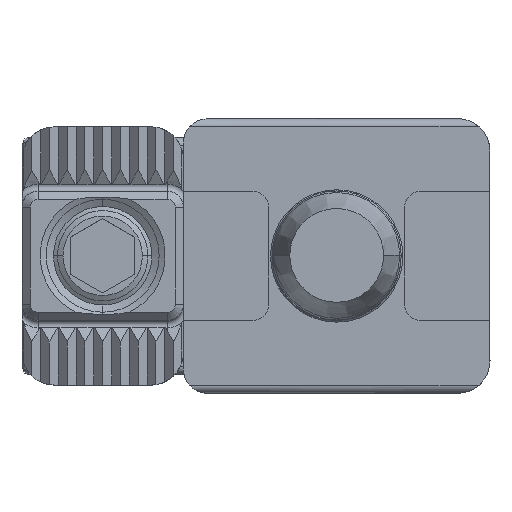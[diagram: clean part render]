
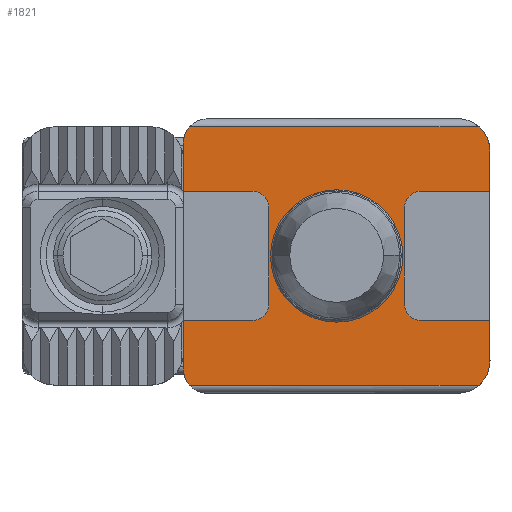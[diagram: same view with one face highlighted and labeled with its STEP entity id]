
A CAD part, top view. The second image highlights one B-rep face of the part: STEP entity #1821.
In plain terms, the highlighted planar face has unit normal (0, 0, 1).
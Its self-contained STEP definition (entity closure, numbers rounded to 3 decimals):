
#170=CARTESIAN_POINT('',(0.,0.,-5.2));
#171=DIRECTION('',(0.,0.,-1.));
#172=DIRECTION('',(1.,0.,0.));
#173=AXIS2_PLACEMENT_3D('',#170,#171,#172);
#178=CARTESIAN_POINT('',(0.,0.,-5.2));
#179=DIRECTION('',(0.,0.,-1.));
#180=DIRECTION('',(-1.,0.,0.));
#181=AXIS2_PLACEMENT_3D('',#178,#179,#180);
#186=CARTESIAN_POINT('',(-8.,7.,-5.2));
#187=DIRECTION('',(0.,0.,1.));
#188=DIRECTION('',(-0.745,0.667,0.));
#189=AXIS2_PLACEMENT_3D('',#186,#187,#188);
#194=DIRECTION('',(-1.,0.,0.));
#195=VECTOR('',#194,17.941);
#196=CARTESIAN_POINT('',(8.823,8.,-5.2));
#197=LINE('',#196,#195);
#201=CARTESIAN_POINT('',(7.5,6.5,-5.2));
#202=DIRECTION('',(0.,0.,1.));
#203=DIRECTION('',(1.,0.,0.));
#204=AXIS2_PLACEMENT_3D('',#201,#202,#203);
#209=DIRECTION('',(0.,-1.,0.));
#210=VECTOR('',#209,2.5);
#211=CARTESIAN_POINT('',(9.5,6.5,-5.2));
#212=LINE('',#211,#210);
#216=DIRECTION('',(0.,1.,0.));
#217=VECTOR('',#216,6.);
#218=CARTESIAN_POINT('',(4.2,-3.,-5.2));
#219=LINE('',#218,#217);
#223=DIRECTION('',(1.,0.,0.));
#224=VECTOR('',#223,4.3);
#225=CARTESIAN_POINT('',(5.2,-4.,-5.2));
#226=LINE('',#225,#224);
#230=DIRECTION('',(0.,-1.,0.));
#231=VECTOR('',#230,2.5);
#232=CARTESIAN_POINT('',(9.5,-4.,-5.2));
#233=LINE('',#232,#231);
#237=CARTESIAN_POINT('',(7.5,-6.5,-5.2));
#238=DIRECTION('',(0.,0.,1.));
#239=DIRECTION('',(0.661,-0.75,0.));
#240=AXIS2_PLACEMENT_3D('',#237,#238,#239);
#245=DIRECTION('',(-1.,0.,0.));
#246=VECTOR('',#245,17.941);
#247=CARTESIAN_POINT('',(8.823,-8.,-5.2));
#248=LINE('',#247,#246);
#252=CARTESIAN_POINT('',(-8.,-7.,-5.2));
#253=DIRECTION('',(0.,0.,1.));
#254=DIRECTION('',(-1.,0.,0.));
#255=AXIS2_PLACEMENT_3D('',#252,#253,#254);
#260=DIRECTION('',(0.,-1.,0.));
#261=VECTOR('',#260,3.);
#262=CARTESIAN_POINT('',(-9.5,-4.,-5.2));
#263=LINE('',#262,#261);
#267=DIRECTION('',(1.,0.,0.));
#268=VECTOR('',#267,4.3);
#269=CARTESIAN_POINT('',(-9.5,-4.,-5.2));
#270=LINE('',#269,#268);
#274=DIRECTION('',(0.,-1.,0.));
#275=VECTOR('',#274,6.);
#276=CARTESIAN_POINT('',(-4.2,3.,-5.2));
#277=LINE('',#276,#275);
#281=DIRECTION('',(0.,-1.,0.));
#282=VECTOR('',#281,3.);
#283=CARTESIAN_POINT('',(-9.5,7.,-5.2));
#284=LINE('',#283,#282);
#761=DIRECTION('',(1.,0.,0.));
#762=VECTOR('',#761,4.3);
#763=CARTESIAN_POINT('',(-9.5,4.,-5.2));
#764=LINE('',#763,#762);
#775=DIRECTION('',(1.,0.,0.));
#776=VECTOR('',#775,4.3);
#777=CARTESIAN_POINT('',(5.2,4.,-5.2));
#778=LINE('',#777,#776);
#789=CARTESIAN_POINT('',(-5.2,3.,-5.2));
#790=DIRECTION('',(0.,0.,-1.));
#791=DIRECTION('',(0.,1.,0.));
#792=AXIS2_PLACEMENT_3D('',#789,#790,#791);
#811=CARTESIAN_POINT('',(-5.2,-3.,-5.2));
#812=DIRECTION('',(0.,0.,-1.));
#813=DIRECTION('',(1.,0.,0.));
#814=AXIS2_PLACEMENT_3D('',#811,#812,#813);
#935=CARTESIAN_POINT('',(5.2,3.,-5.2));
#936=DIRECTION('',(0.,0.,-1.));
#937=DIRECTION('',(-1.,0.,0.));
#938=AXIS2_PLACEMENT_3D('',#935,#936,#937);
#957=CARTESIAN_POINT('',(5.2,-3.,-5.2));
#958=DIRECTION('',(0.,0.,-1.));
#959=DIRECTION('',(0.,-1.,0.));
#960=AXIS2_PLACEMENT_3D('',#957,#958,#959);
#1482=CARTESIAN_POINT('',(9.5,-4.,-5.2));
#1483=VERTEX_POINT('',#1482);
#1484=CARTESIAN_POINT('',(-9.5,-4.,-5.2));
#1485=VERTEX_POINT('',#1484);
#1486=CARTESIAN_POINT('',(9.5,4.,-5.2));
#1487=VERTEX_POINT('',#1486);
#1488=CARTESIAN_POINT('',(-9.5,4.,-5.2));
#1489=VERTEX_POINT('',#1488);
#1498=CARTESIAN_POINT('',(4.1,0.,-5.2));
#1499=CARTESIAN_POINT('',(-4.1,0.,-5.2));
#1500=VERTEX_POINT('',#1498);
#1501=VERTEX_POINT('',#1499);
#1528=CARTESIAN_POINT('',(-4.2,-3.,-5.2));
#1530=VERTEX_POINT('',#1528);
#1532=CARTESIAN_POINT('',(-5.2,-4.,-5.2));
#1534=VERTEX_POINT('',#1532);
#1537=CARTESIAN_POINT('',(-4.2,3.,-5.2));
#1539=VERTEX_POINT('',#1537);
#1542=CARTESIAN_POINT('',(-5.2,4.,-5.2));
#1543=VERTEX_POINT('',#1542);
#1544=CARTESIAN_POINT('',(4.2,3.,-5.2));
#1546=VERTEX_POINT('',#1544);
#1548=CARTESIAN_POINT('',(5.2,4.,-5.2));
#1550=VERTEX_POINT('',#1548);
#1553=CARTESIAN_POINT('',(4.2,-3.,-5.2));
#1555=VERTEX_POINT('',#1553);
#1558=CARTESIAN_POINT('',(5.2,-4.,-5.2));
#1559=VERTEX_POINT('',#1558);
#1560=CARTESIAN_POINT('',(9.5,6.5,-5.2));
#1561=CARTESIAN_POINT('',(8.823,8.,-5.2));
#1562=VERTEX_POINT('',#1560);
#1563=VERTEX_POINT('',#1561);
#1564=CARTESIAN_POINT('',(8.823,-8.,-5.2));
#1565=CARTESIAN_POINT('',(9.5,-6.5,-5.2));
#1566=VERTEX_POINT('',#1564);
#1567=VERTEX_POINT('',#1565);
#1638=CARTESIAN_POINT('',(-9.118,8.,-5.2));
#1639=CARTESIAN_POINT('',(-9.5,7.,-5.2));
#1640=VERTEX_POINT('',#1638);
#1641=VERTEX_POINT('',#1639);
#1642=CARTESIAN_POINT('',(-9.5,-7.,-5.2));
#1643=CARTESIAN_POINT('',(-9.118,-8.,-5.2));
#1644=VERTEX_POINT('',#1642);
#1645=VERTEX_POINT('',#1643);
#1769=CARTESIAN_POINT('',(-19.5,-4.,-5.2));
#1770=DIRECTION('',(0.,0.,1.));
#1771=DIRECTION('',(0.,-1.,0.));
#1772=AXIS2_PLACEMENT_3D('',#1769,#1770,#1771);
#1773=PLANE('',#1772);
#1774=ORIENTED_EDGE('',*,*,#1754,.F.);
#1776=ORIENTED_EDGE('',*,*,#1775,.F.);
#1778=ORIENTED_EDGE('',*,*,#1777,.F.);
#1780=ORIENTED_EDGE('',*,*,#1779,.T.);
#1782=ORIENTED_EDGE('',*,*,#1781,.F.);
#1784=ORIENTED_EDGE('',*,*,#1783,.F.);
#1786=ORIENTED_EDGE('',*,*,#1785,.F.);
#1788=ORIENTED_EDGE('',*,*,#1787,.F.);
#1790=ORIENTED_EDGE('',*,*,#1789,.T.);
#1792=ORIENTED_EDGE('',*,*,#1791,.T.);
#1794=ORIENTED_EDGE('',*,*,#1793,.F.);
#1796=ORIENTED_EDGE('',*,*,#1795,.T.);
#1798=ORIENTED_EDGE('',*,*,#1797,.F.);
#1800=ORIENTED_EDGE('',*,*,#1799,.F.);
#1802=ORIENTED_EDGE('',*,*,#1801,.T.);
#1804=ORIENTED_EDGE('',*,*,#1803,.F.);
#1806=ORIENTED_EDGE('',*,*,#1805,.F.);
#1808=ORIENTED_EDGE('',*,*,#1807,.F.);
#1810=ORIENTED_EDGE('',*,*,#1809,.F.);
#1812=ORIENTED_EDGE('',*,*,#1811,.F.);
#1813=EDGE_LOOP('',(#1774,#1776,#1778,#1780,#1782,#1784,#1786,#1788,#1790,#1792,
#1794,#1796,#1798,#1800,#1802,#1804,#1806,#1808,#1810,#1812));
#1814=FACE_OUTER_BOUND('',#1813,.F.);
#1816=ORIENTED_EDGE('',*,*,#1815,.F.);
#1818=ORIENTED_EDGE('',*,*,#1817,.F.);
#1819=EDGE_LOOP('',(#1816,#1818));
#1820=FACE_BOUND('',#1819,.F.);
#1821=ADVANCED_FACE('',(#1814,#1820),#1773,.T.);
#174=CIRCLE('',#173,4.1);
#182=CIRCLE('',#181,4.1);
#190=CIRCLE('',#189,1.5);
#205=CIRCLE('',#204,2.);
#241=CIRCLE('',#240,2.);
#256=CIRCLE('',#255,1.5);
#793=CIRCLE('',#792,1.);
#815=CIRCLE('',#814,1.);
#939=CIRCLE('',#938,1.);
#961=CIRCLE('',#960,1.);
#1754=EDGE_CURVE('',#1640,#1641,#190,.T.);
#1775=EDGE_CURVE('',#1563,#1640,#197,.T.);
#1777=EDGE_CURVE('',#1562,#1563,#205,.T.);
#1779=EDGE_CURVE('',#1562,#1487,#212,.T.);
#1781=EDGE_CURVE('',#1550,#1487,#778,.T.);
#1783=EDGE_CURVE('',#1546,#1550,#939,.T.);
#1785=EDGE_CURVE('',#1555,#1546,#219,.T.);
#1787=EDGE_CURVE('',#1559,#1555,#961,.T.);
#1789=EDGE_CURVE('',#1559,#1483,#226,.T.);
#1791=EDGE_CURVE('',#1483,#1567,#233,.T.);
#1793=EDGE_CURVE('',#1566,#1567,#241,.T.);
#1795=EDGE_CURVE('',#1566,#1645,#248,.T.);
#1797=EDGE_CURVE('',#1644,#1645,#256,.T.);
#1799=EDGE_CURVE('',#1485,#1644,#263,.T.);
#1801=EDGE_CURVE('',#1485,#1534,#270,.T.);
#1803=EDGE_CURVE('',#1530,#1534,#815,.T.);
#1805=EDGE_CURVE('',#1539,#1530,#277,.T.);
#1807=EDGE_CURVE('',#1543,#1539,#793,.T.);
#1809=EDGE_CURVE('',#1489,#1543,#764,.T.);
#1811=EDGE_CURVE('',#1641,#1489,#284,.T.);
#1815=EDGE_CURVE('',#1500,#1501,#174,.T.);
#1817=EDGE_CURVE('',#1501,#1500,#182,.T.);
